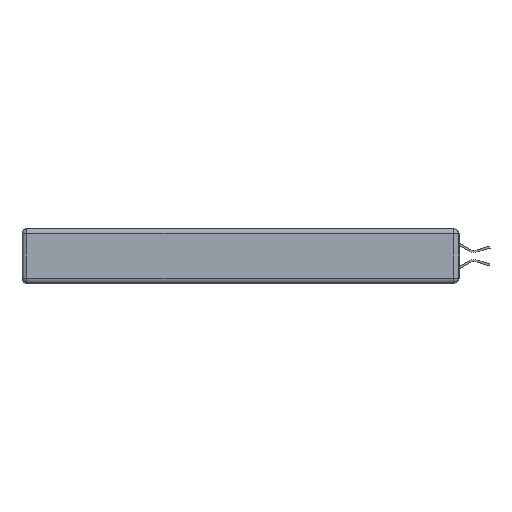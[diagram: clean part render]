
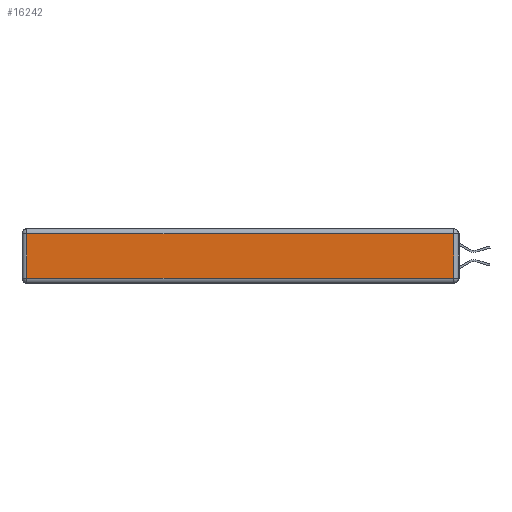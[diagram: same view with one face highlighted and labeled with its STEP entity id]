
A CAD part, left-side view. The second image highlights one B-rep face of the part: STEP entity #16242.
In plain terms, the highlighted planar face has unit normal (-1, 0, 0).
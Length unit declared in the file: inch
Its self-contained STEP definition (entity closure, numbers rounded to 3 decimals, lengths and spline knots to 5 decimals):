
#143 = ORIENTED_EDGE ( 'NONE', *, *, #17732, .T. ) ;
#1372 = LINE ( 'NONE', #6527, #2267 ) ;
#1964 = EDGE_CURVE ( 'NONE', #8450, #11245, #9130, .T. ) ;
#2267 = VECTOR ( 'NONE', #16395, 39.37008 ) ;
#2490 = DIRECTION ( 'NONE',  ( 0., 0., -1. ) ) ;
#3004 = VECTOR ( 'NONE', #6098, 39.37008 ) ;
#3480 = PLANE ( 'NONE',  #10070 ) ;
#3780 = CARTESIAN_POINT ( 'NONE',  ( 0., 0.03, -0.03 ) ) ;
#4953 = DIRECTION ( 'NONE',  ( -1., 0., 0. ) ) ;
#5368 = CARTESIAN_POINT ( 'NONE',  ( 0., 2.72, -0.313 ) ) ;
#5637 = CARTESIAN_POINT ( 'NONE',  ( 0., 2.72, -0.03 ) ) ;
#5794 = ORIENTED_EDGE ( 'NONE', *, *, #1964, .T. ) ;
#6098 = DIRECTION ( 'NONE',  ( 0., 0., 1. ) ) ;
#6421 = CARTESIAN_POINT ( 'NONE',  ( 0., 0., -0.343 ) ) ;
#6527 = CARTESIAN_POINT ( 'NONE',  ( 0., 2.75, -0.03 ) ) ;
#6936 = CARTESIAN_POINT ( 'NONE',  ( 0., 0.03, -0.313 ) ) ;
#7906 = VERTEX_POINT ( 'NONE', #5637 ) ;
#8376 = LINE ( 'NONE', #8455, #9971 ) ;
#8450 = VERTEX_POINT ( 'NONE', #6936 ) ;
#8455 = CARTESIAN_POINT ( 'NONE',  ( 0., 2.72, -0.343 ) ) ;
#9130 = LINE ( 'NONE', #17045, #3004 ) ;
#9971 = VECTOR ( 'NONE', #2490, 39.37008 ) ;
#10070 = AXIS2_PLACEMENT_3D ( 'NONE', #6421, #4953, #10594 ) ;
#10564 = ORIENTED_EDGE ( 'NONE', *, *, #11062, .T. ) ;
#10594 = DIRECTION ( 'NONE',  ( 0., 0., 1. ) ) ;
#11062 = EDGE_CURVE ( 'NONE', #11245, #7906, #1372, .T. ) ;
#11097 = VERTEX_POINT ( 'NONE', #5368 ) ;
#11245 = VERTEX_POINT ( 'NONE', #3780 ) ;
#12046 = ORIENTED_EDGE ( 'NONE', *, *, #14115, .T. ) ;
#12914 = DIRECTION ( 'NONE',  ( 0., -1., 0. ) ) ;
#12931 = FACE_OUTER_BOUND ( 'NONE', #18090, .T. ) ;
#13707 = VECTOR ( 'NONE', #12914, 39.37008 ) ;
#14115 = EDGE_CURVE ( 'NONE', #11097, #8450, #15552, .T. ) ;
#15552 = LINE ( 'NONE', #17365, #13707 ) ;
#16242 = ADVANCED_FACE ( 'NONE', ( #12931 ), #3480, .T. ) ;
#16395 = DIRECTION ( 'NONE',  ( 0., 1., 0. ) ) ;
#17045 = CARTESIAN_POINT ( 'NONE',  ( 0., 0.03, -0.343 ) ) ;
#17365 = CARTESIAN_POINT ( 'NONE',  ( 0., 0., -0.313 ) ) ;
#17732 = EDGE_CURVE ( 'NONE', #7906, #11097, #8376, .T. ) ;
#18090 = EDGE_LOOP ( 'NONE', ( #12046, #5794, #10564, #143 ) ) ;
